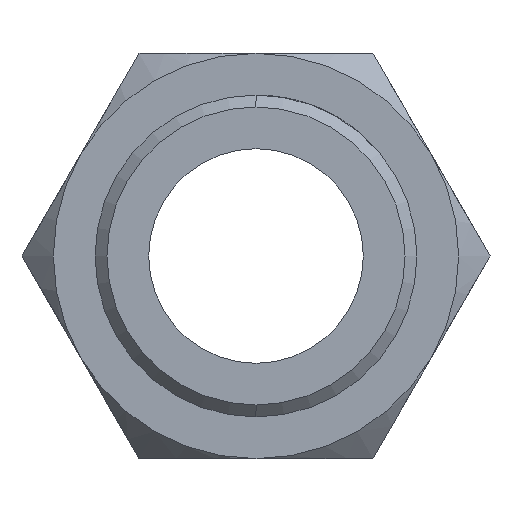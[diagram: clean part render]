
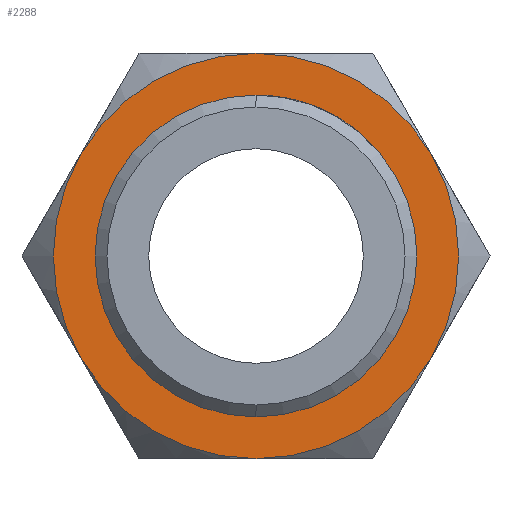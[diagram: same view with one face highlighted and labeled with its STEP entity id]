
A CAD part, left-side view. The second image highlights one B-rep face of the part: STEP entity #2288.
In plain terms, the highlighted planar face has unit normal (-1, 0, 0).
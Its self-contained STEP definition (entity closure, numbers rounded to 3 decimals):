
#274 = FACE_BOUND ( 'NONE', #10247, .T. ) ;
#561 = AXIS2_PLACEMENT_3D ( 'NONE', #2916, #7720, #8622 ) ;
#677 = DIRECTION ( 'NONE',  ( 1., 0., 0. ) ) ;
#794 = CARTESIAN_POINT ( 'NONE',  ( 23., 0., 0. ) ) ;
#890 = AXIS2_PLACEMENT_3D ( 'NONE', #8114, #7416, #1011 ) ;
#1011 = DIRECTION ( 'NONE',  ( 0., 0., 1. ) ) ;
#1096 = VERTEX_POINT ( 'NONE', #2109 ) ;
#1105 = CARTESIAN_POINT ( 'NONE',  ( 23., 7.361, 4.25 ) ) ;
#1393 = CIRCLE ( 'NONE', #890, 6.75 ) ;
#1473 = CARTESIAN_POINT ( 'NONE',  ( 23., 0., 0. ) ) ;
#1583 = VERTEX_POINT ( 'NONE', #8369 ) ;
#1627 = DIRECTION ( 'NONE',  ( 0., 0., -1. ) ) ;
#1727 = CARTESIAN_POINT ( 'NONE',  ( 23., -7.361, -4.25 ) ) ;
#1832 = EDGE_CURVE ( 'NONE', #10290, #4520, #10246, .T. ) ;
#1908 = DIRECTION ( 'NONE',  ( 0., 0., -1. ) ) ;
#2042 = CARTESIAN_POINT ( 'NONE',  ( 23., 0., 0. ) ) ;
#2109 = CARTESIAN_POINT ( 'NONE',  ( 23., 7.361, -4.25 ) ) ;
#2180 = DIRECTION ( 'NONE',  ( 1., 0., 0. ) ) ;
#2288 = ADVANCED_FACE ( 'NONE', ( #274, #5182 ), #10198, .F. ) ;
#2424 = AXIS2_PLACEMENT_3D ( 'NONE', #1473, #677, #1627 ) ;
#2551 = CARTESIAN_POINT ( 'NONE',  ( 23., 0., 0. ) ) ;
#2566 = CIRCLE ( 'NONE', #8562, 8.5 ) ;
#2569 = VERTEX_POINT ( 'NONE', #6374 ) ;
#2664 = DIRECTION ( 'NONE',  ( 0., 0., -1. ) ) ;
#2762 = CIRCLE ( 'NONE', #2424, 8.5 ) ;
#2916 = CARTESIAN_POINT ( 'NONE',  ( 23., 0., 0. ) ) ;
#3253 = CARTESIAN_POINT ( 'NONE',  ( 23., -7.361, 4.25 ) ) ;
#3309 = DIRECTION ( 'NONE',  ( 1., 0., 0. ) ) ;
#3523 = ORIENTED_EDGE ( 'NONE', *, *, #10138, .F. ) ;
#3567 = ORIENTED_EDGE ( 'NONE', *, *, #6277, .F. ) ;
#3597 = AXIS2_PLACEMENT_3D ( 'NONE', #6036, #6890, #2664 ) ;
#3625 = DIRECTION ( 'NONE',  ( 1., 0., 0. ) ) ;
#3894 = DIRECTION ( 'NONE',  ( 0., 0., -1. ) ) ;
#4124 = CIRCLE ( 'NONE', #561, 8.5 ) ;
#4520 = VERTEX_POINT ( 'NONE', #3253 ) ;
#4754 = ORIENTED_EDGE ( 'NONE', *, *, #9202, .T. ) ;
#5051 = DIRECTION ( 'NONE',  ( 0., 0., -1. ) ) ;
#5081 = ORIENTED_EDGE ( 'NONE', *, *, #9412, .F. ) ;
#5182 = FACE_OUTER_BOUND ( 'NONE', #9309, .T. ) ;
#5323 = CIRCLE ( 'NONE', #7024, 8.5 ) ;
#5350 = EDGE_CURVE ( 'NONE', #2569, #1096, #5323, .T. ) ;
#5362 = DIRECTION ( 'NONE',  ( -1., 0., 0. ) ) ;
#5484 = VERTEX_POINT ( 'NONE', #1105 ) ;
#5508 = AXIS2_PLACEMENT_3D ( 'NONE', #2042, #5362, #6056 ) ;
#5732 = ORIENTED_EDGE ( 'NONE', *, *, #9601, .F. ) ;
#5813 = DIRECTION ( 'NONE',  ( 0., 0., -1. ) ) ;
#5910 = ORIENTED_EDGE ( 'NONE', *, *, #5350, .F. ) ;
#6036 = CARTESIAN_POINT ( 'NONE',  ( 23., 0., 0. ) ) ;
#6056 = DIRECTION ( 'NONE',  ( 0., 0., 1. ) ) ;
#6112 = ORIENTED_EDGE ( 'NONE', *, *, #1832, .F. ) ;
#6277 = EDGE_CURVE ( 'NONE', #1583, #9715, #1393, .T. ) ;
#6374 = CARTESIAN_POINT ( 'NONE',  ( 23., 0., -8.5 ) ) ;
#6890 = DIRECTION ( 'NONE',  ( 1., 0., 0. ) ) ;
#6981 = CARTESIAN_POINT ( 'NONE',  ( 23., 0., 0. ) ) ;
#7024 = AXIS2_PLACEMENT_3D ( 'NONE', #7945, #2180, #3894 ) ;
#7416 = DIRECTION ( 'NONE',  ( -1., 0., 0. ) ) ;
#7522 = EDGE_CURVE ( 'NONE', #4520, #8625, #8556, .T. ) ;
#7676 = AXIS2_PLACEMENT_3D ( 'NONE', #794, #9854, #5051 ) ;
#7720 = DIRECTION ( 'NONE',  ( -1., 0., 0. ) ) ;
#7945 = CARTESIAN_POINT ( 'NONE',  ( 23., 0., 0. ) ) ;
#7967 = CARTESIAN_POINT ( 'NONE',  ( 23., 0., 6.75 ) ) ;
#8114 = CARTESIAN_POINT ( 'NONE',  ( 23., 0., 0. ) ) ;
#8369 = CARTESIAN_POINT ( 'NONE',  ( 23., 0., -6.75 ) ) ;
#8556 = CIRCLE ( 'NONE', #10095, 8.5 ) ;
#8562 = AXIS2_PLACEMENT_3D ( 'NONE', #2551, #3309, #5813 ) ;
#8622 = DIRECTION ( 'NONE',  ( 0., 0., 1. ) ) ;
#8625 = VERTEX_POINT ( 'NONE', #1727 ) ;
#8724 = CIRCLE ( 'NONE', #5508, 6.75 ) ;
#9202 = EDGE_CURVE ( 'NONE', #10290, #5484, #4124, .T. ) ;
#9309 = EDGE_LOOP ( 'NONE', ( #5910, #5081, #9801, #6112, #4754, #3523 ) ) ;
#9412 = EDGE_CURVE ( 'NONE', #8625, #2569, #2762, .T. ) ;
#9584 = CARTESIAN_POINT ( 'NONE',  ( 23., 0., 8.5 ) ) ;
#9601 = EDGE_CURVE ( 'NONE', #9715, #1583, #8724, .T. ) ;
#9715 = VERTEX_POINT ( 'NONE', #7967 ) ;
#9801 = ORIENTED_EDGE ( 'NONE', *, *, #7522, .F. ) ;
#9854 = DIRECTION ( 'NONE',  ( 1., 0., 0. ) ) ;
#10095 = AXIS2_PLACEMENT_3D ( 'NONE', #6981, #3625, #1908 ) ;
#10138 = EDGE_CURVE ( 'NONE', #1096, #5484, #2566, .T. ) ;
#10198 = PLANE ( 'NONE',  #3597 ) ;
#10246 = CIRCLE ( 'NONE', #7676, 8.5 ) ;
#10247 = EDGE_LOOP ( 'NONE', ( #5732, #3567 ) ) ;
#10290 = VERTEX_POINT ( 'NONE', #9584 ) ;
